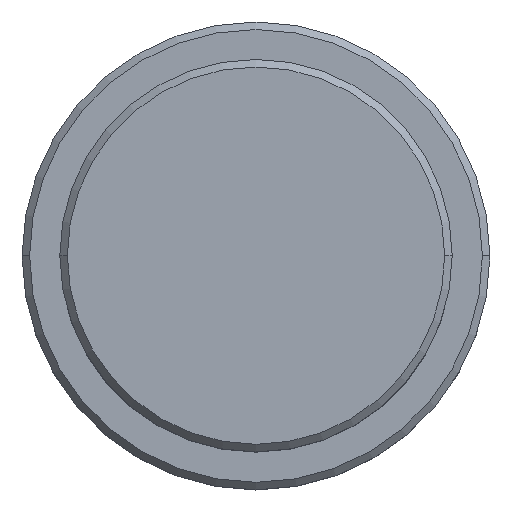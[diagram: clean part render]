
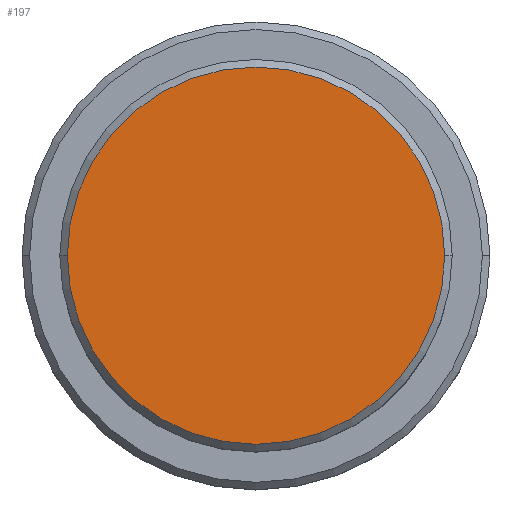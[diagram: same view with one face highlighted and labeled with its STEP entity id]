
A CAD part, top view. The second image highlights one B-rep face of the part: STEP entity #197.
In plain terms, the highlighted planar face has unit normal (0, 0, 1).
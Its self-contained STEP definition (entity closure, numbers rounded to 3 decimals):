
#54 = FACE_OUTER_BOUND ( 'NONE', #1162, .T. ) ;
#85 = DIRECTION ( 'NONE',  ( 1., 0., 0. ) ) ;
#90 = EDGE_CURVE ( 'NONE', #732, #777, #675, .T. ) ;
#186 = DIRECTION ( 'NONE',  ( 0., 0., 1. ) ) ;
#196 = DIRECTION ( 'NONE',  ( 0., 0., 1. ) ) ;
#197 = ADVANCED_FACE ( 'NONE', ( #54 ), #498, .T. ) ;
#264 = ORIENTED_EDGE ( 'NONE', *, *, #90, .T. ) ;
#404 = DIRECTION ( 'NONE',  ( 1., 0., 0. ) ) ;
#407 = AXIS2_PLACEMENT_3D ( 'NONE', #853, #551, #85 ) ;
#493 = ORIENTED_EDGE ( 'NONE', *, *, #963, .T. ) ;
#498 = PLANE ( 'NONE',  #792 ) ;
#551 = DIRECTION ( 'NONE',  ( 0., 0., 1. ) ) ;
#576 = CIRCLE ( 'NONE', #1135, 12.5 ) ;
#675 = CIRCLE ( 'NONE', #407, 12.5 ) ;
#732 = VERTEX_POINT ( 'NONE', #1229 ) ;
#777 = VERTEX_POINT ( 'NONE', #885 ) ;
#792 = AXIS2_PLACEMENT_3D ( 'NONE', #1340, #196, #1304 ) ;
#848 = CARTESIAN_POINT ( 'NONE',  ( 0., 0., 0. ) ) ;
#853 = CARTESIAN_POINT ( 'NONE',  ( 0., 0., 0. ) ) ;
#885 = CARTESIAN_POINT ( 'NONE',  ( 12.5, 0., 0. ) ) ;
#963 = EDGE_CURVE ( 'NONE', #777, #732, #576, .T. ) ;
#1135 = AXIS2_PLACEMENT_3D ( 'NONE', #848, #186, #404 ) ;
#1162 = EDGE_LOOP ( 'NONE', ( #264, #493 ) ) ;
#1229 = CARTESIAN_POINT ( 'NONE',  ( -12.5, 0., 0. ) ) ;
#1304 = DIRECTION ( 'NONE',  ( 1., 0., 0. ) ) ;
#1340 = CARTESIAN_POINT ( 'NONE',  ( 0., 0., 0. ) ) ;
